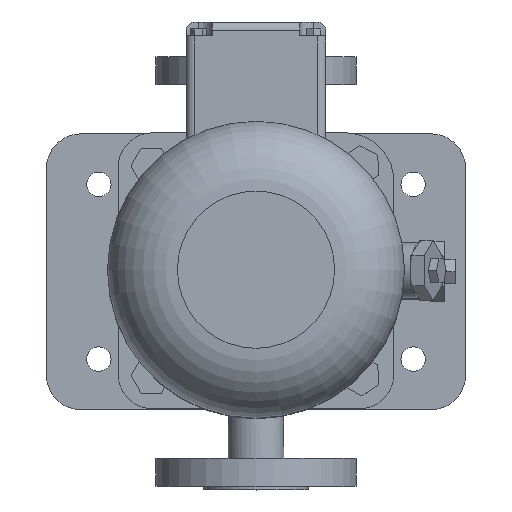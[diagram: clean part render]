
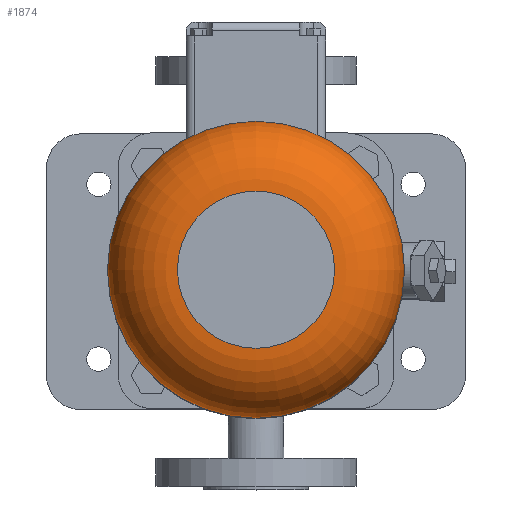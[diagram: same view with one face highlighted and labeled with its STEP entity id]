
A CAD part, top view. The second image highlights one B-rep face of the part: STEP entity #1874.
In plain terms, the highlighted toroidal (fillet/blend) face has major radius 45 mm and minor radius 40 mm.
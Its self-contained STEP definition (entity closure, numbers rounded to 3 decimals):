
#1874=ADVANCED_FACE('',(#5915,#5917),#5919,.T.);
#5915=FACE_OUTER_BOUND('',#5916,.T.);
#5916=EDGE_LOOP('',(#9429));
#5917=FACE_OUTER_BOUND('',#5918,.T.);
#5918=EDGE_LOOP('',(#9430));
#5919=TOROIDAL_SURFACE('',#5920,45.,40.);
#5920=AXIS2_PLACEMENT_3D('',#5921,#5922,#5923);
#5921=CARTESIAN_POINT('',(0.,0.,653.));
#5922=DIRECTION('',(0.,0.,-1.));
#5923=DIRECTION('',(0.,1.,0.));
#9429=ORIENTED_EDGE('',*,*,#11365,.F.);
#9430=ORIENTED_EDGE('',*,*,#11463,.T.);
#11365=EDGE_CURVE('',#13183,#13183,#13184,.T.);
#11463=EDGE_CURVE('',#13283,#13283,#13284,.T.);
#13183=VERTEX_POINT('',#16492);
#13184=CIRCLE('',#16493,85.);
#13283=VERTEX_POINT('',#16790);
#13284=CIRCLE('',#16791,45.);
#16492=CARTESIAN_POINT('',(0.,85.,653.));
#16493=AXIS2_PLACEMENT_3D('',#16494,#16495,#16496);
#16494=CARTESIAN_POINT('',(0.,0.,653.));
#16495=DIRECTION('',(0.,0.,-1.));
#16496=DIRECTION('',(0.,1.,0.));
#16790=CARTESIAN_POINT('',(0.,45.,693.));
#16791=AXIS2_PLACEMENT_3D('',#16792,#16793,#16794);
#16792=CARTESIAN_POINT('',(0.,0.,693.));
#16793=DIRECTION('',(0.,0.,-1.));
#16794=DIRECTION('',(0.,1.,0.));
